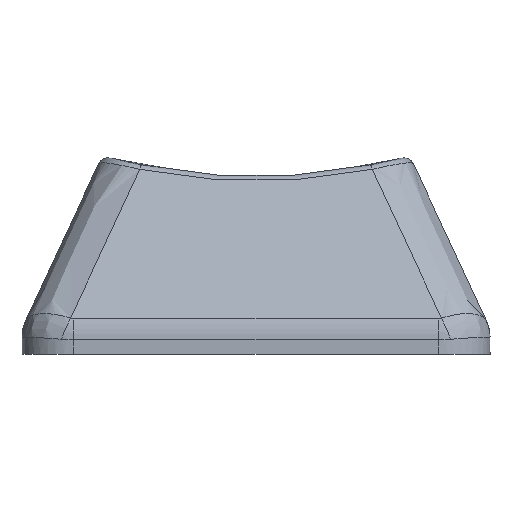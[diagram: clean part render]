
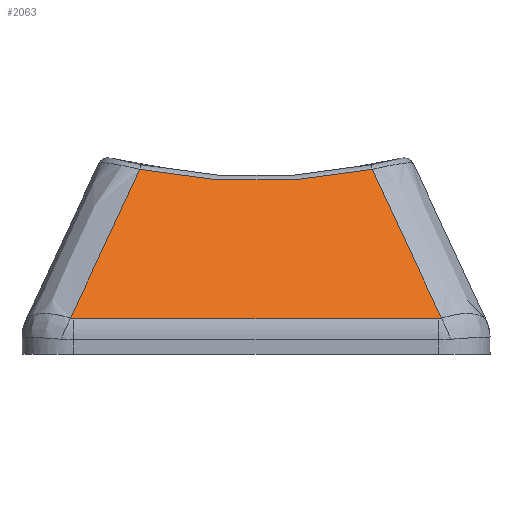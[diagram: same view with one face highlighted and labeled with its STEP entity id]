
A CAD part, front view. The second image highlights one B-rep face of the part: STEP entity #2063.
In plain terms, the highlighted planar face has unit normal (0, -0.839, 0.545).
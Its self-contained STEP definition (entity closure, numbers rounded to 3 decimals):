
#167=PLANE('',#2198);
#277=LINE('',#4578,#388);
#388=VECTOR('',#2501,10.);
#411=ELLIPSE('',#2187,0.918,0.5);
#413=ELLIPSE('',#2192,0.918,0.5);
#514=FACE_OUTER_BOUND('',#641,.T.);
#641=EDGE_LOOP('',(#1840,#1841,#1842,#1843,#1844,#1845));
#801=B_SPLINE_CURVE_WITH_KNOTS('',3,(#4752,#4753,#4754,#4755),
 .UNSPECIFIED.,.F.,.F.,(4,4),(-0.839,-0.099),
 .UNSPECIFIED.);
#803=B_SPLINE_CURVE_WITH_KNOTS('',3,(#4764,#4765,#4766,#4767),
 .UNSPECIFIED.,.F.,.F.,(4,4),(0.099,0.839),
 .UNSPECIFIED.);
#804=B_SPLINE_CURVE_WITH_KNOTS('',3,(#4768,#4769,#4770,#4771),
 .UNSPECIFIED.,.F.,.F.,(4,4),(-0.911,0.),.UNSPECIFIED.);
#988=VERTEX_POINT('',#4534);
#992=VERTEX_POINT('',#4568);
#994=VERTEX_POINT('',#4574);
#996=VERTEX_POINT('',#4595);
#1006=VERTEX_POINT('',#4751);
#1007=VERTEX_POINT('',#4763);
#1276=EDGE_CURVE('',#988,#992,#411,.T.);
#1279=EDGE_CURVE('',#992,#994,#277,.T.);
#1282=EDGE_CURVE('',#994,#996,#413,.T.);
#1300=EDGE_CURVE('',#996,#1006,#801,.T.);
#1302=EDGE_CURVE('',#1007,#988,#803,.T.);
#1303=EDGE_CURVE('',#1006,#1007,#804,.T.);
#1840=ORIENTED_EDGE('',*,*,#1282,.F.);
#1841=ORIENTED_EDGE('',*,*,#1279,.F.);
#1842=ORIENTED_EDGE('',*,*,#1276,.F.);
#1843=ORIENTED_EDGE('',*,*,#1302,.F.);
#1844=ORIENTED_EDGE('',*,*,#1303,.F.);
#1845=ORIENTED_EDGE('',*,*,#1300,.F.);
#2063=ADVANCED_FACE('',(#514),#167,.T.);
#2187=AXIS2_PLACEMENT_3D('',#4572,#2494,#2495);
#2192=AXIS2_PLACEMENT_3D('',#4599,#2506,#2507);
#2198=AXIS2_PLACEMENT_3D('',#4762,#2524,#2525);
#2494=DIRECTION('center_axis',(0.,0.839,-0.545));
#2495=DIRECTION('ref_axis',(0.,-0.545,-0.839));
#2501=DIRECTION('',(-1.,0.,0.));
#2506=DIRECTION('center_axis',(0.,0.839,-0.545));
#2507=DIRECTION('ref_axis',(0.,-0.545,-0.839));
#2524=DIRECTION('center_axis',(0.,-0.839,
0.545));
#2525=DIRECTION('ref_axis',(1.,0.,0.));
#4534=CARTESIAN_POINT('',(7.198,-18.349,0.394));
#4568=CARTESIAN_POINT('',(7.081,-18.363,0.373));
#4572=CARTESIAN_POINT('Origin',(7.081,-17.863,1.142));
#4574=CARTESIAN_POINT('',(-7.081,-18.363,0.373));
#4578=CARTESIAN_POINT('',(7.525,-18.363,0.373));
#4595=CARTESIAN_POINT('',(-7.198,-18.349,0.394));
#4599=CARTESIAN_POINT('Origin',(-7.081,-17.863,1.142));
#4751=CARTESIAN_POINT('',(-4.511,-14.595,6.173));
#4752=CARTESIAN_POINT('Ctrl Pts',(-7.198,-18.349,0.394));
#4753=CARTESIAN_POINT('Ctrl Pts',(-6.303,-17.098,2.321));
#4754=CARTESIAN_POINT('Ctrl Pts',(-5.408,-15.846,4.247));
#4755=CARTESIAN_POINT('Ctrl Pts',(-4.511,-14.595,6.173));
#4762=CARTESIAN_POINT('Origin',(5.969,-14.235,6.727));
#4763=CARTESIAN_POINT('',(4.511,-14.595,6.173));
#4764=CARTESIAN_POINT('Ctrl Pts',(4.511,-14.595,6.173));
#4765=CARTESIAN_POINT('Ctrl Pts',(5.408,-15.846,4.247));
#4766=CARTESIAN_POINT('Ctrl Pts',(6.303,-17.098,2.321));
#4767=CARTESIAN_POINT('Ctrl Pts',(7.198,-18.349,0.394));
#4768=CARTESIAN_POINT('Ctrl Pts',(-4.511,-14.595,6.173));
#4769=CARTESIAN_POINT('Ctrl Pts',(-1.562,-14.99,5.566));
#4770=CARTESIAN_POINT('Ctrl Pts',(1.562,-14.99,5.566));
#4771=CARTESIAN_POINT('Ctrl Pts',(4.511,-14.595,6.173));
